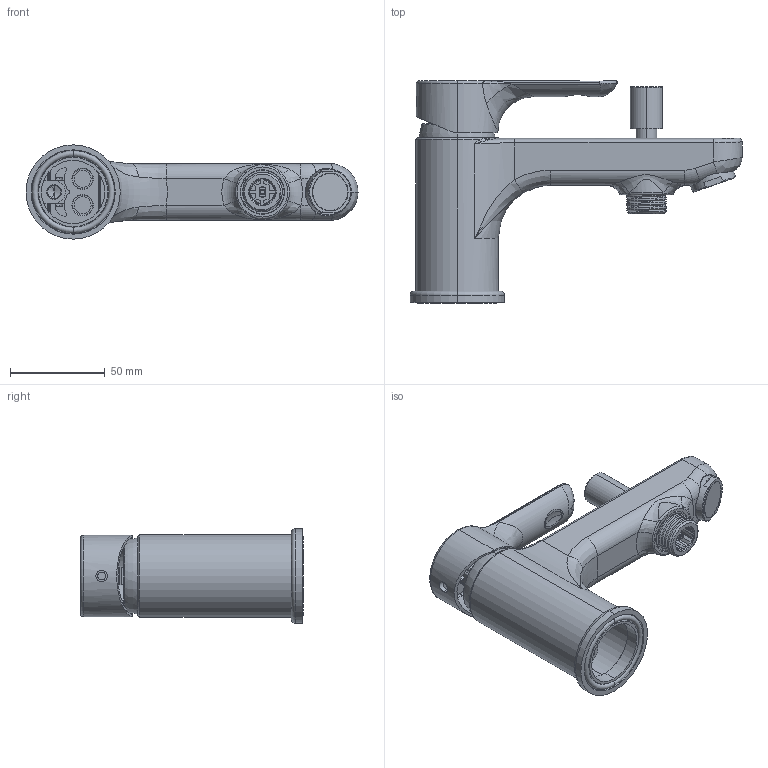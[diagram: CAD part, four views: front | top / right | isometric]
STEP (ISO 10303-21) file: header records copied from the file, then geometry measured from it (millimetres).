
FILE_DESCRIPTION (( 'STEP AP214' ), '1' );
FILE_NAME ('15 529 400 MONOTROU BAÑO DUCHA ECO PRIME.STEP', '2020-01-08T11:29:36', ( '' ), ( '' ), 'SwSTEP 2.0', 'SolidWorks 2016', '' );
FILE_SCHEMA (( 'AUTOMOTIVE_DESIGN' ));
Length unit declared in the file: millimetre
Products named in the file (10): cartucho monotrou ok; POMO DISTRIBUIDOR COMPACK SEDAL_PL-326-01; 1117 TUERCA APRIETACARTUCHOS ENTER GREEN_-07; 3136 MANETA NEW TENDER_-01; PEANA HILBAR 91_-01; AIREADOR AIRFORCE ONE M24 030073.60; 1589 MECANIZADO CUERPO LAVABO MONOTROU_-01; EMBELLECEDOR. 035 ABS CROMO PRESIÓN REBAJADO; 15 529 400 MONOTROU BA埆 DUCHA ECO PRIME; DISTRIBUIDOR COMPACK COMPLETO_-ESTANDAR
Assembly tree (9 placements, depth 2):
  15 529 400 MONOTROU BA埆 DUCHA ECO PRIME
    1589 MECANIZADO CUERPO LAVABO MONOTROU_-01
    DISTRIBUIDOR COMPACK COMPLETO_-ESTANDAR
    AIREADOR AIRFORCE ONE M24 030073.60
    POMO DISTRIBUIDOR COMPACK SEDAL_PL-326-01
    EMBELLECEDOR. 035 ABS CROMO PRESIÓN REBAJADO
    PEANA HILBAR 91_-01
    cartucho monotrou ok
    1117 TUERCA APRIETACARTUCHOS ENTER GREEN_-07
    3136 MANETA NEW TENDER_-01
Bounding box: 175.4 x 117.73 x 49.8 mm (x, y, z)
Volume: 145193.9 mm3; surface area: 106497.8 mm2
Topology: 16 solids, 16 shells, 1711 faces, 4264 edges, 2558 vertices
Faces by surface type: cylinder 522, plane 487, bspline 315, torus 205, cone 111, sphere 71
Entity records: 80779 total; most frequent: CARTESIAN_POINT 29759, ORIENTED_EDGE 8400, DIRECTION 8033, EDGE_CURVE 4200, AXIS2_PLACEMENT_3D 3245, VERTEX_POINT 2558, CIRCLE 1837, EDGE_LOOP 1816
